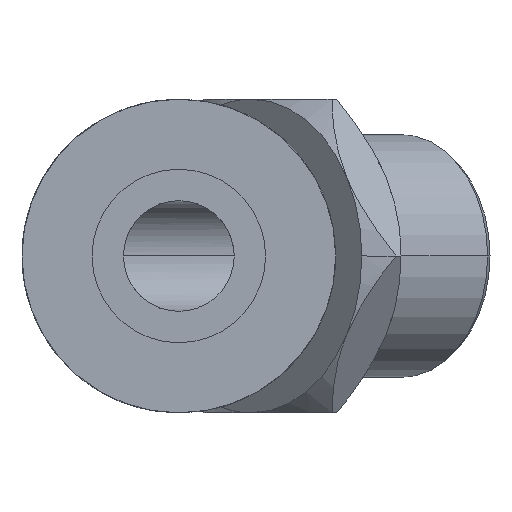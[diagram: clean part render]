
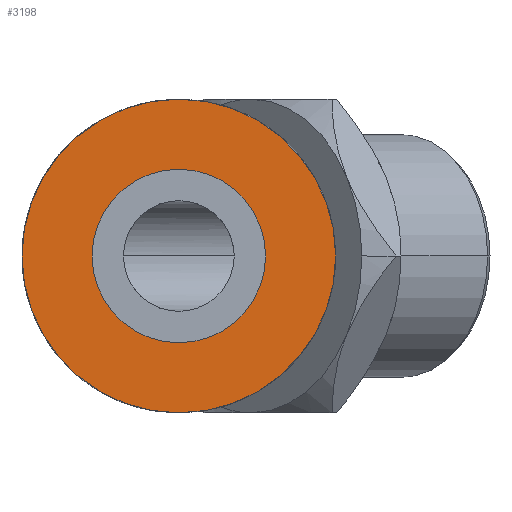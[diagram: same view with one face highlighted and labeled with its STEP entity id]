
A CAD part, left-side view. The second image highlights one B-rep face of the part: STEP entity #3198.
In plain terms, the highlighted planar face has unit normal (-1, 0, 0).
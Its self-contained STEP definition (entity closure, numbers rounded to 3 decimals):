
#48 = DIRECTION ( 'NONE',  ( 0., 0., -1. ) ) ;
#89 = DIRECTION ( 'NONE',  ( 0., 0., -1. ) ) ;
#157 = EDGE_CURVE ( 'NONE', #2619, #8690, #3970, .T. ) ;
#899 = VERTEX_POINT ( 'NONE', #5784 ) ;
#980 = CARTESIAN_POINT ( 'NONE',  ( 0., 0., 0. ) ) ;
#1027 = DIRECTION ( 'NONE',  ( 1., 0., 0. ) ) ;
#1191 = ORIENTED_EDGE ( 'NONE', *, *, #3958, .T. ) ;
#1304 = ORIENTED_EDGE ( 'NONE', *, *, #8521, .T. ) ;
#1364 = EDGE_CURVE ( 'NONE', #899, #6904, #4957, .T. ) ;
#1389 = EDGE_LOOP ( 'NONE', ( #1304, #1700 ) ) ;
#1470 = CARTESIAN_POINT ( 'NONE',  ( 0., 0., 0. ) ) ;
#1568 = AXIS2_PLACEMENT_3D ( 'NONE', #1470, #2214, #89 ) ;
#1586 = AXIS2_PLACEMENT_3D ( 'NONE', #980, #1027, #5099 ) ;
#1700 = ORIENTED_EDGE ( 'NONE', *, *, #157, .T. ) ;
#2181 = FACE_OUTER_BOUND ( 'NONE', #1389, .T. ) ;
#2214 = DIRECTION ( 'NONE',  ( 1., 0., 0. ) ) ;
#2619 = VERTEX_POINT ( 'NONE', #2707 ) ;
#2707 = CARTESIAN_POINT ( 'NONE',  ( 0., 0., -8.5 ) ) ;
#3160 = AXIS2_PLACEMENT_3D ( 'NONE', #3949, #7289, #4569 ) ;
#3198 = ADVANCED_FACE ( 'NONE', ( #8214, #2181 ), #7551, .F. ) ;
#3525 = CARTESIAN_POINT ( 'NONE',  ( 0., 0., 0. ) ) ;
#3728 = CIRCLE ( 'NONE', #3160, 8.5 ) ;
#3778 = ORIENTED_EDGE ( 'NONE', *, *, #1364, .T. ) ;
#3949 = CARTESIAN_POINT ( 'NONE',  ( 0., 0., 0. ) ) ;
#3958 = EDGE_CURVE ( 'NONE', #6904, #899, #5532, .T. ) ;
#3970 = CIRCLE ( 'NONE', #5238, 8.5 ) ;
#4304 = DIRECTION ( 'NONE',  ( 1., 0., 0. ) ) ;
#4569 = DIRECTION ( 'NONE',  ( 0., 0., 1. ) ) ;
#4957 = CIRCLE ( 'NONE', #1568, 4.7 ) ;
#4964 = CARTESIAN_POINT ( 'NONE',  ( 0., 0., 0. ) ) ;
#5099 = DIRECTION ( 'NONE',  ( 0., 0., -1. ) ) ;
#5238 = AXIS2_PLACEMENT_3D ( 'NONE', #3525, #7529, #6212 ) ;
#5532 = CIRCLE ( 'NONE', #1586, 4.7 ) ;
#5784 = CARTESIAN_POINT ( 'NONE',  ( 0., 0., -4.7 ) ) ;
#5932 = CARTESIAN_POINT ( 'NONE',  ( 0., 0., 8.5 ) ) ;
#6087 = CARTESIAN_POINT ( 'NONE',  ( 0., 0., 4.7 ) ) ;
#6212 = DIRECTION ( 'NONE',  ( 0., 0., 1. ) ) ;
#6363 = AXIS2_PLACEMENT_3D ( 'NONE', #4964, #4304, #48 ) ;
#6904 = VERTEX_POINT ( 'NONE', #6087 ) ;
#7289 = DIRECTION ( 'NONE',  ( -1., 0., 0. ) ) ;
#7423 = EDGE_LOOP ( 'NONE', ( #1191, #3778 ) ) ;
#7529 = DIRECTION ( 'NONE',  ( -1., 0., 0. ) ) ;
#7551 = PLANE ( 'NONE',  #6363 ) ;
#8214 = FACE_BOUND ( 'NONE', #7423, .T. ) ;
#8521 = EDGE_CURVE ( 'NONE', #8690, #2619, #3728, .T. ) ;
#8690 = VERTEX_POINT ( 'NONE', #5932 ) ;
